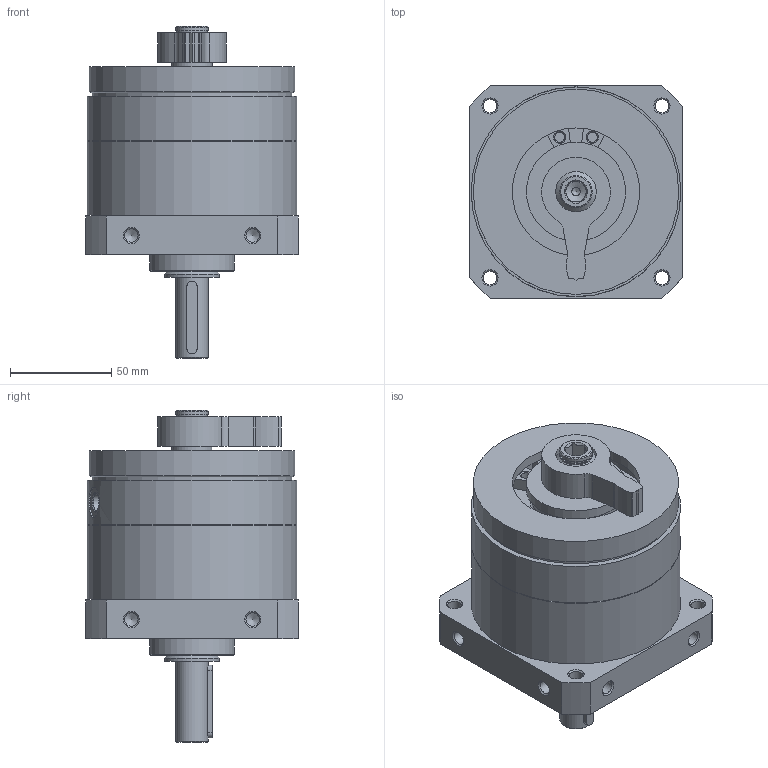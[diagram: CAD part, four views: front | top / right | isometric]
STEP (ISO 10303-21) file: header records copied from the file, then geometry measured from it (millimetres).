
FILE_DESCRIPTION(/* description */ ('STEP AP214'),/* implementation_level */ '2;1');
FILE_NAME(/* name */ '1145125_DSM-T-32-270-A-B',/* time_stamp */ '2024-08-21T19:26:22+02:00',/* author */ ('License CC BY-ND 4.0'),/* organization */ ('CADENAS'),/* preprocessor_version */ 'ST-DEVELOPER v19.3',/* originating_system */ 'PARTsolutions',/* authorisation */ ' ');
FILE_SCHEMA (('AUTOMOTIVE_DESIGN {1 0 10303 214 3 1 1}'));
Length unit declared in the file: millimetre
Products named in the file (4): 1145125 DSM-T-32-270-A-B--(0); 547594 DSM-32-270-A-B_G---(T); 342622 DSM-32_NS; 547594 DSM-32-270-A-B_K---(T)
Assembly tree (4 placements, depth 2):
  1145125 DSM-T-32-270-A-B--(0)
    547594 DSM-32-270-A-B_G---(T)
    342622 DSM-32_NS  x2
    547594 DSM-32-270-A-B_K---(T)
Bounding box: 105 x 105 x 164.1 mm (x, y, z)
Volume: 782225.2 mm3; surface area: 115083.3 mm2
Topology: 4 solids, 4 shells, 176 faces, 401 edges, 255 vertices
Faces by surface type: cylinder 69, plane 66, cone 40, torus 1
Full cylindrical faces by diameter (mm): 3.242 x1, 4.134 x1, 4.917 x2, 5.3 x1, 6.647 x10, 8.566 x2, 15 x2, 15.2 x1, 16 x3, 20 x3, 27 x1, 42 x1, 43 x1, 49 x1, 63 x1, 72 x1, 82 x2, 98.5 x1, 101.5 x1, 103.65 x2
Entity records: 4237 total; most frequent: DIRECTION 751, CARTESIAN_POINT 747, ORIENTED_EDGE 542, AXIS2_PLACEMENT_3D 322, FACE_BOUND 285, EDGE_LOOP 275, EDGE_CURVE 271, VERTEX_POINT 224
